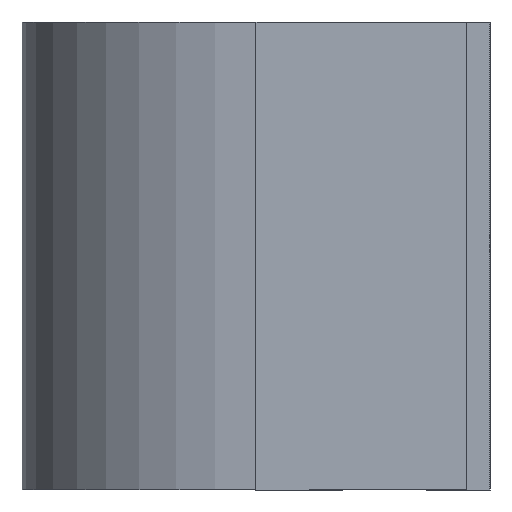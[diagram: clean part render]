
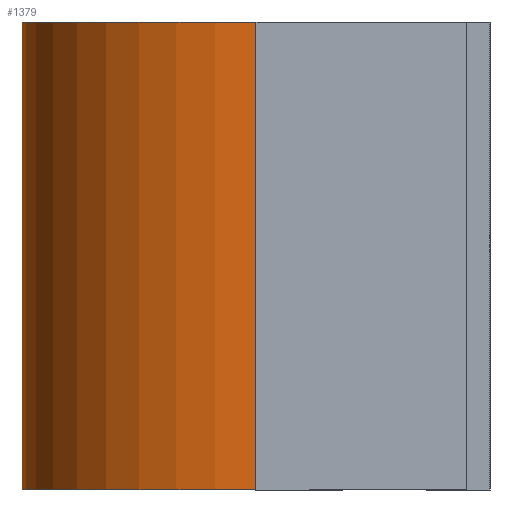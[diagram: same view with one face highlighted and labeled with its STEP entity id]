
A CAD part, left-side view. The second image highlights one B-rep face of the part: STEP entity #1379.
In plain terms, the highlighted cylindrical face has radius 0.5 mm (diameter 1 mm), a partial arc.
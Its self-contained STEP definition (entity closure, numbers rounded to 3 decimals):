
#1338=CARTESIAN_POINT('',(-0.55,0.25,0.5));
#1339=DIRECTION('',(0.0,0.0,-1.0));
#1340=DIRECTION('',(-0.707,0.707,0.0));
#1341=AXIS2_PLACEMENT_3D('',#1338,#1339,#1340);
#1342=CYLINDRICAL_SURFACE('',#1341,0.5);
#1343=CARTESIAN_POINT('',(-0.55,0.75,0.));
#1344=VERTEX_POINT('',#1343);
#1345=CARTESIAN_POINT('',(-1.05,0.25,0.));
#1346=VERTEX_POINT('',#1345);
#1347=CARTESIAN_POINT('',(-0.55,0.25,0.));
#1348=DIRECTION('',(0.0,0.0,1.));
#1349=DIRECTION('',(-0.707,0.707,0.0));
#1350=AXIS2_PLACEMENT_3D('',#1347,#1348,#1349);
#1351=CIRCLE('',#1350,0.5);
#1352=EDGE_CURVE('',#1344,#1346,#1351,.T.);
#1353=ORIENTED_EDGE('',*,*,#1352,.T.);
#1354=CARTESIAN_POINT('',(-1.05,0.25,1.));
#1355=VERTEX_POINT('',#1354);
#1356=CARTESIAN_POINT('',(-1.05,0.25,0.));
#1357=DIRECTION('',(0.0,0.0,1.0));
#1358=VECTOR('',#1357,1.);
#1359=LINE('',#1356,#1358);
#1360=EDGE_CURVE('',#1346,#1355,#1359,.T.);
#1361=ORIENTED_EDGE('',*,*,#1360,.T.);
#1362=CARTESIAN_POINT('',(-0.55,0.75,1.));
#1363=VERTEX_POINT('',#1362);
#1364=CARTESIAN_POINT('',(-0.55,0.25,1.));
#1365=DIRECTION('',(0.0,0.0,-1.));
#1366=DIRECTION('',(-0.707,0.707,0.0));
#1367=AXIS2_PLACEMENT_3D('',#1364,#1365,#1366);
#1368=CIRCLE('',#1367,0.5);
#1369=EDGE_CURVE('',#1355,#1363,#1368,.T.);
#1370=ORIENTED_EDGE('',*,*,#1369,.T.);
#1371=CARTESIAN_POINT('',(-0.55,0.75,1.));
#1372=DIRECTION('',(0.0,0.0,-1.0));
#1373=VECTOR('',#1372,1.);
#1374=LINE('',#1371,#1373);
#1375=EDGE_CURVE('',#1363,#1344,#1374,.T.);
#1376=ORIENTED_EDGE('',*,*,#1375,.T.);
#1377=EDGE_LOOP('',(#1353,#1361,#1370,#1376));
#1378=FACE_OUTER_BOUND('',#1377,.T.);
#1379=ADVANCED_FACE('',(#1378),#1342,.T.);
